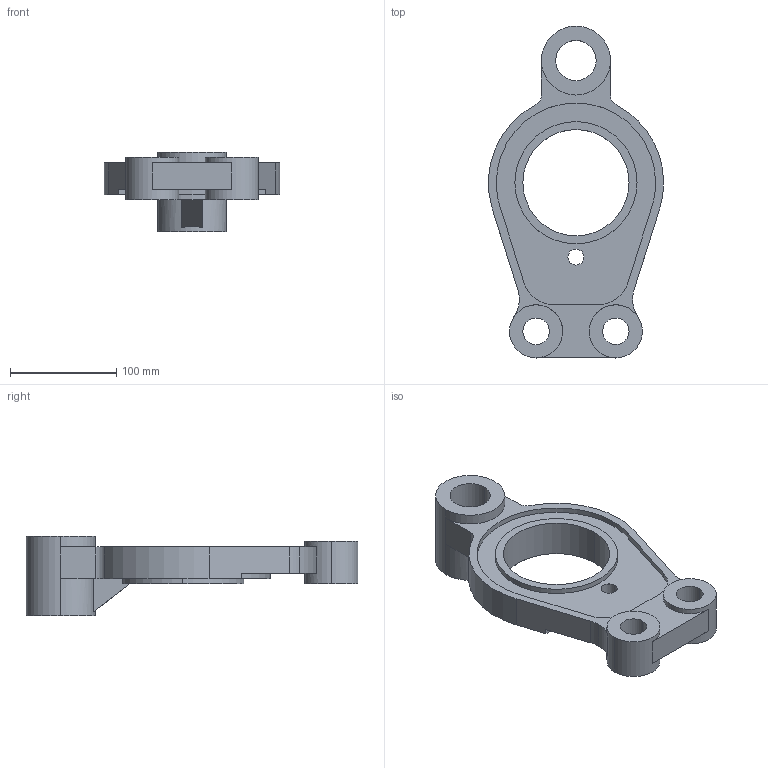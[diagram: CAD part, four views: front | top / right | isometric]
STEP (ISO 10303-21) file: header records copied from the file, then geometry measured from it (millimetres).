
FILE_DESCRIPTION (( 'STEP AP214' ), '1' );
FILE_NAME ('Part19.STEP', '2025-03-03T12:51:45', ( '' ), ( '' ), 'SwSTEP 2.0', 'SolidWorks 2024', '' );
FILE_SCHEMA (( 'AUTOMOTIVE_DESIGN' ));
Length unit declared in the file: millimetre
Products named in the file (1): Part19
Bounding box: 164.92 x 312.5 x 75 mm (x, y, z)
Volume: 836722.6 mm3; surface area: 123780.7 mm2
Topology: 1 solids, 1 shells, 63 faces, 173 edges, 113 vertices
Faces by surface type: cylinder 36, plane 25, cone 2
Entity records: 2078 total; most frequent: DIRECTION 384, CARTESIAN_POINT 353, ORIENTED_EDGE 346, EDGE_CURVE 173, AXIS2_PLACEMENT_3D 148, VERTEX_POINT 113, LINE 88, VECTOR 88
